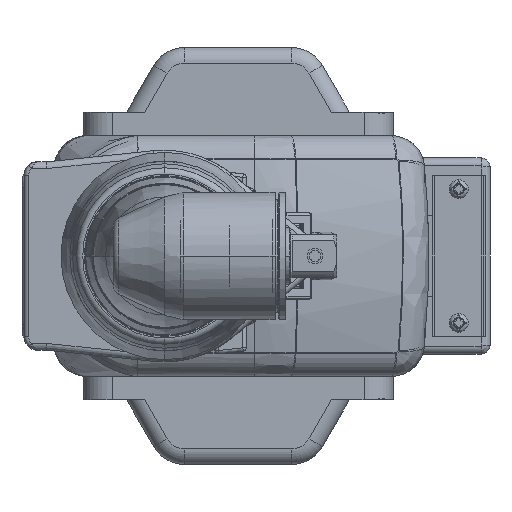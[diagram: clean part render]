
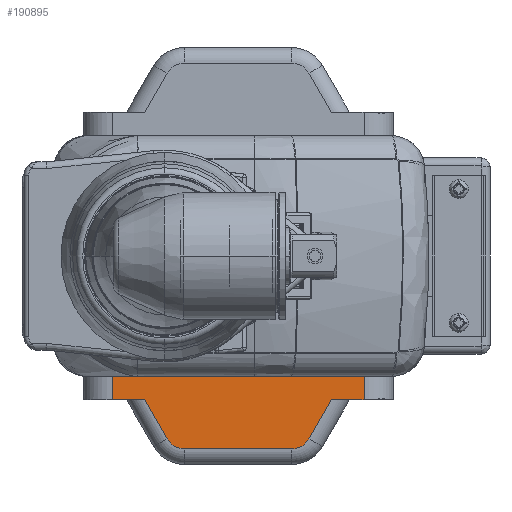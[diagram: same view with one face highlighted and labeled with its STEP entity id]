
A CAD part, left-side view. The second image highlights one B-rep face of the part: STEP entity #190895.
In plain terms, the highlighted planar face has unit normal (-1, 0, 0).
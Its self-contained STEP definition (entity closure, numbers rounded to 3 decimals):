
#143401=DIRECTION('',(0.,1.,0.));
#143402=VECTOR('',#143401,56.5);
#143403=CARTESIAN_POINT('',(348.65,-44.7,-26.75));
#143404=LINE('',#143403,#143402);
#143427=DIRECTION('',(0.,0.,1.));
#143428=VECTOR('',#143427,5.5);
#143429=CARTESIAN_POINT('',(348.65,11.8,-32.25));
#143430=LINE('',#143429,#143428);
#143435=DIRECTION('',(0.,-0.5,0.866));
#143436=VECTOR('',#143435,10.104);
#143437=CARTESIAN_POINT('',(348.65,-32.357,-41.));
#143438=LINE('',#143437,#143436);
#143439=CARTESIAN_POINT('',(348.65,-28.46,-38.75));
#143440=DIRECTION('',(-1.,0.,0.));
#143441=DIRECTION('',(0.,0.,-1.));
#143442=AXIS2_PLACEMENT_3D('',#143439,#143440,#143441);
#143444=DIRECTION('',(0.,-1.,0.));
#143445=VECTOR('',#143444,24.019);
#143446=CARTESIAN_POINT('',(348.65,-4.44,-43.25));
#143447=LINE('',#143446,#143445);
#143448=CARTESIAN_POINT('',(348.65,-4.44,-38.75));
#143449=DIRECTION('',(-1.,0.,0.));
#143450=DIRECTION('',(0.,0.866,-0.5));
#143451=AXIS2_PLACEMENT_3D('',#143448,#143449,#143450);
#143453=DIRECTION('',(0.,-0.5,-0.866));
#143454=VECTOR('',#143453,10.104);
#143455=CARTESIAN_POINT('',(348.65,4.509,-32.25));
#143456=LINE('',#143455,#143454);
#143461=DIRECTION('',(0.,0.,1.));
#143462=VECTOR('',#143461,5.5);
#143463=CARTESIAN_POINT('',(348.65,-44.7,-32.25));
#143464=LINE('',#143463,#143462);
#143500=DIRECTION('',(0.,-1.,0.));
#143501=VECTOR('',#143500,7.291);
#143502=CARTESIAN_POINT('',(348.65,11.8,-32.25));
#143503=LINE('',#143502,#143501);
#143682=DIRECTION('',(0.,-1.,0.));
#143683=VECTOR('',#143682,7.291);
#143684=CARTESIAN_POINT('',(348.65,-37.409,-32.25));
#143685=LINE('',#143684,#143683);
#180738=CARTESIAN_POINT('',(348.65,11.8,-32.25));
#180740=VERTEX_POINT('',#180738);
#180743=CARTESIAN_POINT('',(348.65,-44.7,-32.25));
#180745=VERTEX_POINT('',#180743);
#180790=CARTESIAN_POINT('',(348.65,-32.357,-41.));
#180791=CARTESIAN_POINT('',(348.65,-37.409,-32.25));
#180792=VERTEX_POINT('',#180790);
#180793=VERTEX_POINT('',#180791);
#180794=CARTESIAN_POINT('',(348.65,-28.46,-43.25));
#180795=VERTEX_POINT('',#180794);
#180798=CARTESIAN_POINT('',(348.65,-4.44,-43.25));
#180799=VERTEX_POINT('',#180798);
#180802=CARTESIAN_POINT('',(348.65,-0.543,-41.));
#180803=VERTEX_POINT('',#180802);
#180806=CARTESIAN_POINT('',(348.65,4.509,-32.25));
#180807=VERTEX_POINT('',#180806);
#181095=CARTESIAN_POINT('',(348.65,-44.7,-26.75));
#181096=CARTESIAN_POINT('',(348.65,11.8,-26.75));
#181097=VERTEX_POINT('',#181095);
#181098=VERTEX_POINT('',#181096);
#190870=CARTESIAN_POINT('',(348.65,-51.2,-26.75));
#190871=DIRECTION('',(-1.,0.,0.));
#190872=DIRECTION('',(0.,1.,0.));
#190873=AXIS2_PLACEMENT_3D('',#190870,#190871,#190872);
#190874=PLANE('',#190873);
#190875=ORIENTED_EDGE('',*,*,#190817,.F.);
#190877=ORIENTED_EDGE('',*,*,#190876,.F.);
#190879=ORIENTED_EDGE('',*,*,#190878,.F.);
#190881=ORIENTED_EDGE('',*,*,#190880,.F.);
#190883=ORIENTED_EDGE('',*,*,#190882,.F.);
#190885=ORIENTED_EDGE('',*,*,#190884,.F.);
#190887=ORIENTED_EDGE('',*,*,#190886,.F.);
#190889=ORIENTED_EDGE('',*,*,#190888,.F.);
#190891=ORIENTED_EDGE('',*,*,#190890,.F.);
#190892=ORIENTED_EDGE('',*,*,#190861,.T.);
#190893=EDGE_LOOP('',(#190875,#190877,#190879,#190881,#190883,#190885,#190887,
#190889,#190891,#190892));
#190894=FACE_OUTER_BOUND('',#190893,.F.);
#190895=ADVANCED_FACE('',(#190894),#190874,.T.);
#143443=CIRCLE('',#143442,4.5);
#143452=CIRCLE('',#143451,4.5);
#190817=EDGE_CURVE('',#181097,#181098,#143404,.T.);
#190861=EDGE_CURVE('',#180740,#181098,#143430,.T.);
#190876=EDGE_CURVE('',#180745,#181097,#143464,.T.);
#190878=EDGE_CURVE('',#180793,#180745,#143685,.T.);
#190880=EDGE_CURVE('',#180792,#180793,#143438,.T.);
#190882=EDGE_CURVE('',#180795,#180792,#143443,.T.);
#190884=EDGE_CURVE('',#180799,#180795,#143447,.T.);
#190886=EDGE_CURVE('',#180803,#180799,#143452,.T.);
#190888=EDGE_CURVE('',#180807,#180803,#143456,.T.);
#190890=EDGE_CURVE('',#180740,#180807,#143503,.T.);
